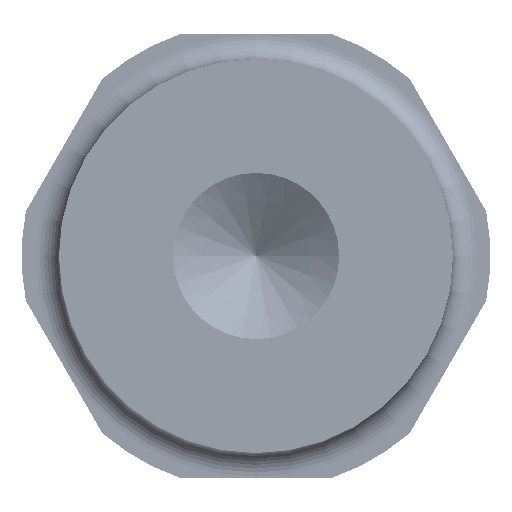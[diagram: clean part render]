
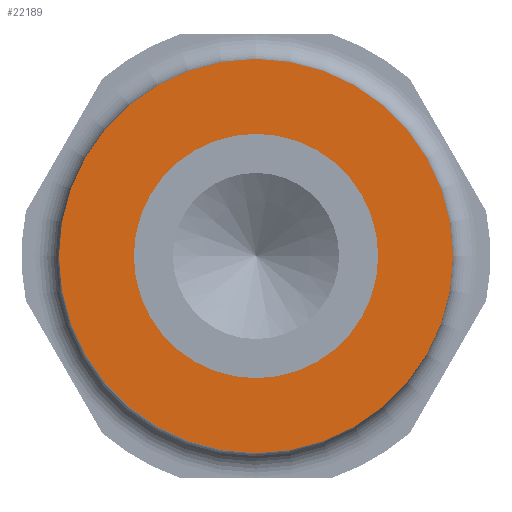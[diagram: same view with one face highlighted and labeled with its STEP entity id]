
A CAD part, front view. The second image highlights one B-rep face of the part: STEP entity #22189.
In plain terms, the highlighted planar face has unit normal (0, -1, 0).
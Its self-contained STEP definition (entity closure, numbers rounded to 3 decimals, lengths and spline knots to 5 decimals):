
#528=FACE_BOUND('',#3550,.T.);
#628=PLANE('',#23349);
#976=CIRCLE('',#23300,0.155);
#977=CIRCLE('',#23301,0.155);
#1004=CIRCLE('',#23347,0.25);
#1005=CIRCLE('',#23348,0.25);
#2485=FACE_OUTER_BOUND('',#3549,.T.);
#3549=EDGE_LOOP('',(#14119,#14120));
#3550=EDGE_LOOP('',(#14121,#14122));
#7430=VERTEX_POINT('',#34090);
#7431=VERTEX_POINT('',#34091);
#7468=VERTEX_POINT('',#34202);
#7469=VERTEX_POINT('',#34203);
#9884=EDGE_CURVE('',#7430,#7431,#976,.T.);
#9885=EDGE_CURVE('',#7431,#7430,#977,.T.);
#9939=EDGE_CURVE('',#7468,#7469,#1004,.T.);
#9940=EDGE_CURVE('',#7469,#7468,#1005,.T.);
#14119=ORIENTED_EDGE('',*,*,#9939,.T.);
#14120=ORIENTED_EDGE('',*,*,#9940,.T.);
#14121=ORIENTED_EDGE('',*,*,#9884,.T.);
#14122=ORIENTED_EDGE('',*,*,#9885,.T.);
#22189=ADVANCED_FACE('',(#2485,#528),#628,.T.);
#23300=AXIS2_PLACEMENT_3D('',#34092,#25582,#25583);
#23301=AXIS2_PLACEMENT_3D('',#34093,#25584,#25585);
#23347=AXIS2_PLACEMENT_3D('',#34204,#25703,#25704);
#23348=AXIS2_PLACEMENT_3D('',#34205,#25705,#25706);
#23349=AXIS2_PLACEMENT_3D('',#34207,#25708,#25709);
#25582=DIRECTION('center_axis',(0.,1.,0.));
#25583=DIRECTION('ref_axis',(1.,0.,0.));
#25584=DIRECTION('center_axis',(0.,1.,0.));
#25585=DIRECTION('ref_axis',(1.,0.,0.));
#25703=DIRECTION('center_axis',(0.,-1.,0.));
#25704=DIRECTION('ref_axis',(1.,0.,0.));
#25705=DIRECTION('center_axis',(0.,-1.,0.));
#25706=DIRECTION('ref_axis',(1.,0.,0.));
#25708=DIRECTION('center_axis',(0.,-1.,0.));
#25709=DIRECTION('ref_axis',(0.,0.,
-1.));
#34090=CARTESIAN_POINT('',(0.155,0.,0.));
#34091=CARTESIAN_POINT('',(-0.155,0.,0.));
#34092=CARTESIAN_POINT('Origin',(0.,0.,
0.));
#34093=CARTESIAN_POINT('Origin',(0.,0.,
0.));
#34202=CARTESIAN_POINT('',(0.25,0.,0.));
#34203=CARTESIAN_POINT('',(-0.25,0.,0.));
#34204=CARTESIAN_POINT('Origin',(0.,0.,
0.));
#34205=CARTESIAN_POINT('Origin',(0.,0.,
0.));
#34207=CARTESIAN_POINT('Origin',(0.,0.,0.));
